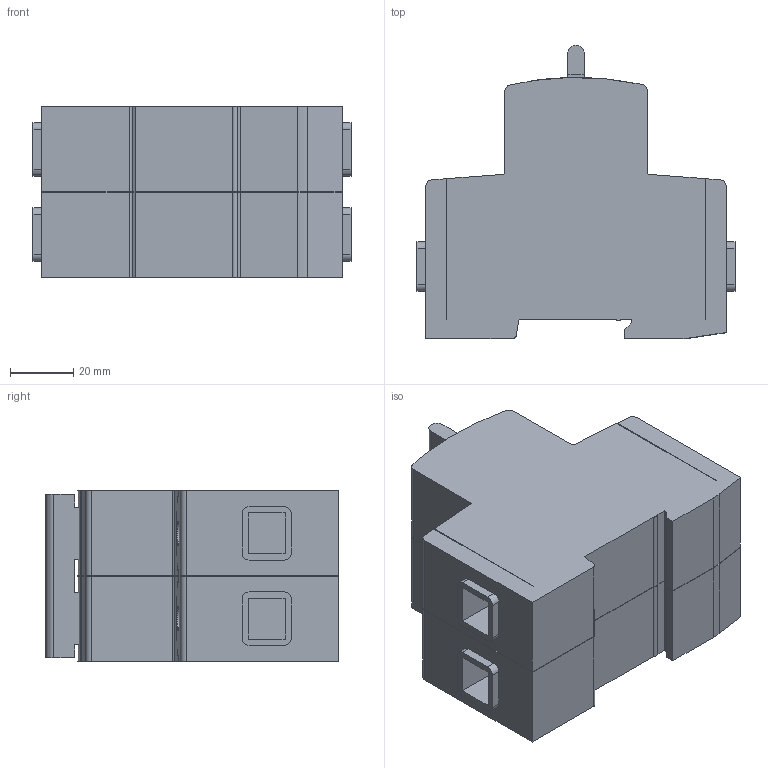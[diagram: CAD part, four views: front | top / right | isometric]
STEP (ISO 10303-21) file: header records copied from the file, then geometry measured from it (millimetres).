
FILE_DESCRIPTION (( 'STEP AP214' ), '1' );
FILE_NAME ('S802-Kontur.STEP', '2013-08-20T11:50:44', ( '' ), ( '' ), 'SwSTEP 2.0', 'SolidWorks 2013', '' );
FILE_SCHEMA (( 'AUTOMOTIVE_DESIGN' ));
Length unit declared in the file: millimetre
Products named in the file (1): S802-Kontur
Bounding box: 100.6 x 92.65 x 54 mm (x, y, z)
Volume: 314730.9 mm3; surface area: 64048.6 mm2
Topology: 1 solids, 1 shells, 210 faces, 594 edges, 396 vertices
Faces by surface type: plane 146, cylinder 64
Entity records: 6816 total; most frequent: CARTESIAN_POINT 1249, ORIENTED_EDGE 1188, DIRECTION 1116, EDGE_CURVE 594, LINE 462, VECTOR 462, VERTEX_POINT 396, AXIS2_PLACEMENT_3D 327
